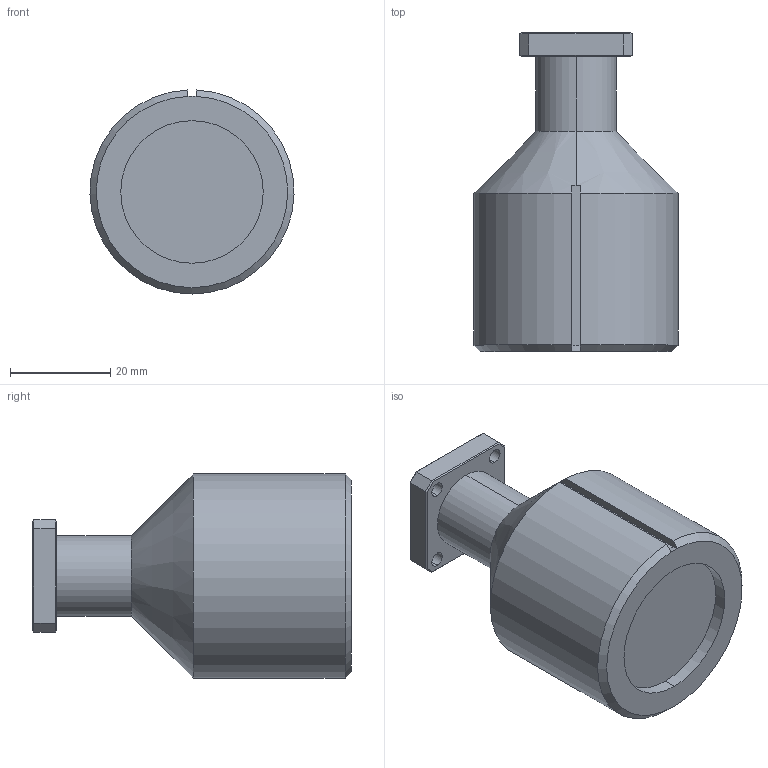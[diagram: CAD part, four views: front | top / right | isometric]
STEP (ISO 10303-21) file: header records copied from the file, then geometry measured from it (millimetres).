
FILE_DESCRIPTION (( 'STEP AP203' ), '1' );
FILE_NAME ('DEFEATURED SAF-1832731535-470-S1.STEP', '2021-02-12T00:11:04', ( '' ), ( '' ), 'SwSTEP 2.0', 'SolidWorks 2020', '' );
FILE_SCHEMA (( 'CONFIG_CONTROL_DESIGN' ));
Length unit declared in the file: inch
Products named in the file (1): DEFEATURED SAF-1832731535-470-S1
Bounding box: 40.63 x 63.5 x 40.62 mm (x, y, z)
Volume: 52518.2 mm3; surface area: 9143 mm2
Topology: 1 solids, 1 shells, 52 faces, 120 edges, 73 vertices
Faces by surface type: plane 32, cylinder 16, cone 4
Entity records: 1556 total; most frequent: CARTESIAN_POINT 275, DIRECTION 251, ORIENTED_EDGE 240, EDGE_CURVE 120, AXIS2_PLACEMENT_3D 87, VECTOR 77, LINE 77, VERTEX_POINT 73
